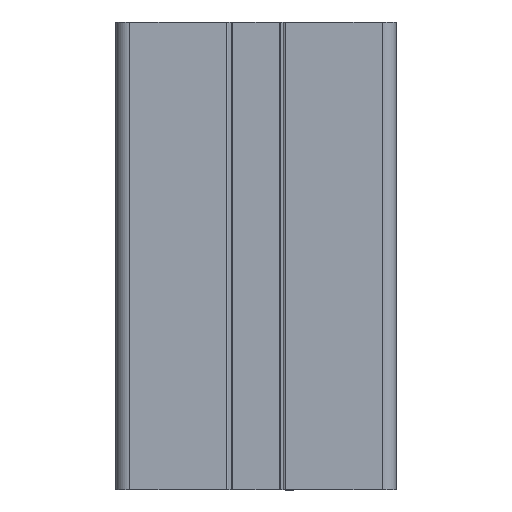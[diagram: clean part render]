
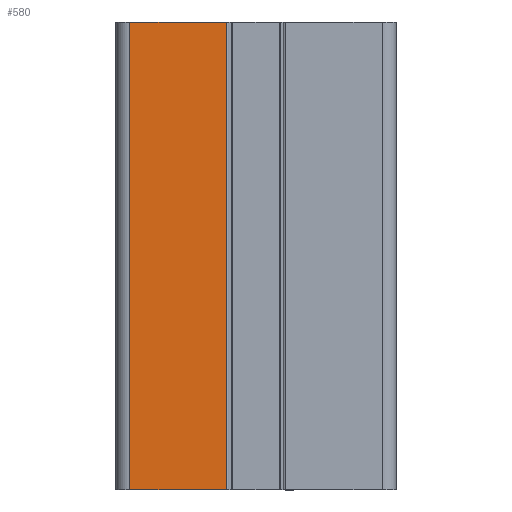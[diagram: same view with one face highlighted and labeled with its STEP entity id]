
A CAD part, top view. The second image highlights one B-rep face of the part: STEP entity #580.
In plain terms, the highlighted planar face has unit normal (0, 0, 1).
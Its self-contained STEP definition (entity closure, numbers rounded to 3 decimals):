
#580 = ADVANCED_FACE( '', ( #1304 ), #1305, .T. );
#1304 = FACE_OUTER_BOUND( '', #2151, .T. );
#1305 = PLANE( '', #2152 );
#2151 = EDGE_LOOP( '', ( #4215, #4216, #4217, #4218 ) );
#2152 = AXIS2_PLACEMENT_3D( '', #4219, #4220, #4221 );
#4215 = ORIENTED_EDGE( '', *, *, #5585, .F. );
#4216 = ORIENTED_EDGE( '', *, *, #6099, .F. );
#4217 = ORIENTED_EDGE( '', *, *, #5822, .T. );
#4218 = ORIENTED_EDGE( '', *, *, #5409, .T. );
#4219 = CARTESIAN_POINT( '', ( -6.3, 100., 30. ) );
#4220 = DIRECTION( '', ( 0., 0., 1. ) );
#4221 = DIRECTION( '', ( 1., 0., 0. ) );
#5409 = EDGE_CURVE( '', #6603, #6600, #6604, .T. );
#5585 = EDGE_CURVE( '', #6919, #6600, #6920, .T. );
#5822 = EDGE_CURVE( '', #7347, #6603, #7348, .T. );
#6099 = EDGE_CURVE( '', #7347, #6919, #7733, .T. );
#6600 = VERTEX_POINT( '', #8311 );
#6603 = VERTEX_POINT( '', #8314 );
#6604 = LINE( '', #8315, #8316 );
#6919 = VERTEX_POINT( '', #8711 );
#6920 = LINE( '', #8712, #8713 );
#7347 = VERTEX_POINT( '', #9253 );
#7348 = LINE( '', #9254, #9255 );
#7733 = LINE( '', #9802, #9803 );
#8311 = CARTESIAN_POINT( '', ( -27., 0., 30. ) );
#8314 = CARTESIAN_POINT( '', ( -27., 100., 30. ) );
#8315 = CARTESIAN_POINT( '', ( -27., 100., 30. ) );
#8316 = VECTOR( '', #10330, 1000. );
#8711 = CARTESIAN_POINT( '', ( -6.3, 0., 30. ) );
#8712 = CARTESIAN_POINT( '', ( -6.3, 0., 30. ) );
#8713 = VECTOR( '', #10645, 1000. );
#9253 = CARTESIAN_POINT( '', ( -6.3, 100., 30. ) );
#9254 = CARTESIAN_POINT( '', ( -6.3, 100., 30. ) );
#9255 = VECTOR( '', #11119, 1000. );
#9802 = CARTESIAN_POINT( '', ( -6.3, 100., 30. ) );
#9803 = VECTOR( '', #11447, 1000. );
#10330 = DIRECTION( '', ( 0., -1., 0. ) );
#10645 = DIRECTION( '', ( -1., 0., 0. ) );
#11119 = DIRECTION( '', ( -1., 0., 0. ) );
#11447 = DIRECTION( '', ( 0., -1., 0. ) );
